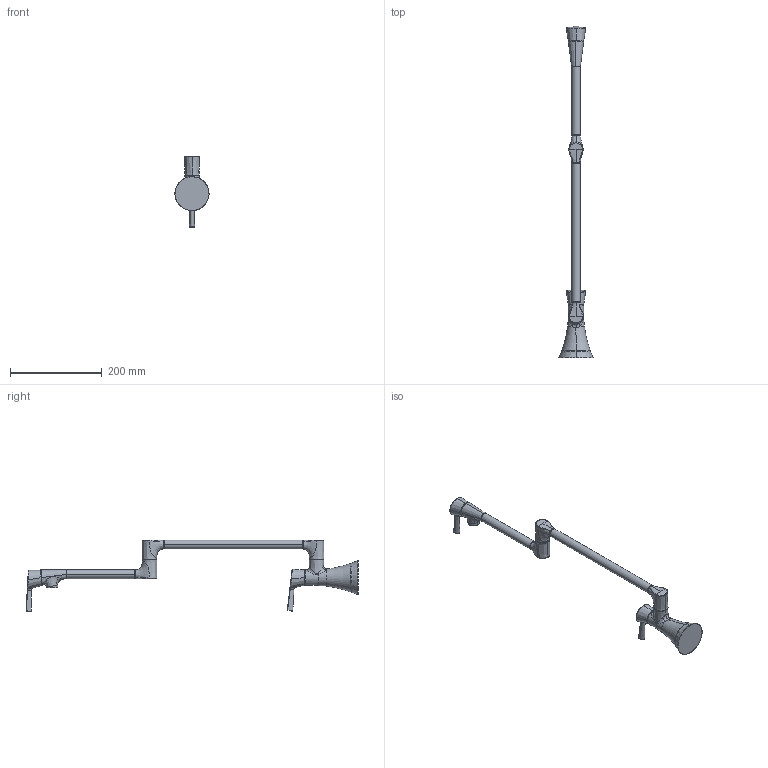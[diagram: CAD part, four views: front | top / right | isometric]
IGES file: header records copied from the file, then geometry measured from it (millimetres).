
Start section:  PTC IGES file: 2500-5503.igs
Global section: file name: 2500-5503.igs; native system: Creo Parametric by PTC Inc.; preprocessor: 2018400; author: jinson.thomas; organization: Unknown; date: 20201201.112835; units: inch
Bounding box: 74.12 x 723.13 x 156.03 mm (x, y, z)
Volume: 574710.6 mm3; surface area: 88795.4 mm2
Topology: 1 solids, 2 shells, 179 faces, 393 edges, 229 vertices
Faces by surface type: bspline 103, revolution 76
